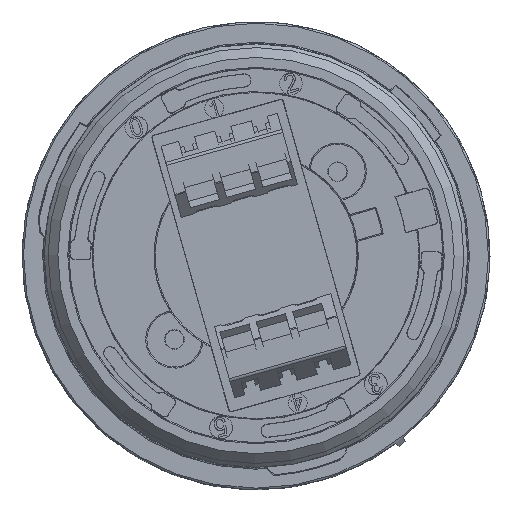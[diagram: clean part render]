
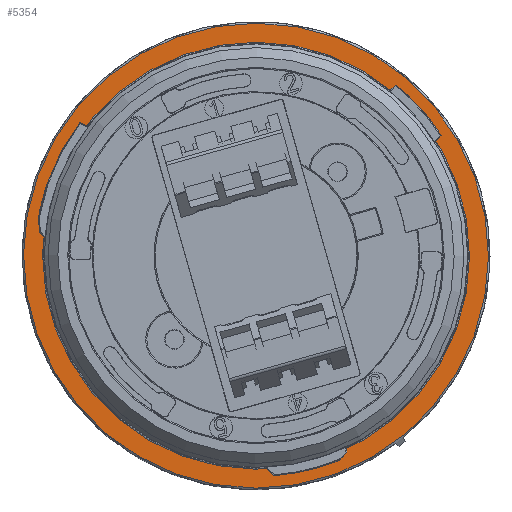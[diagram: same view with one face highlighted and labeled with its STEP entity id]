
A CAD part, top view. The second image highlights one B-rep face of the part: STEP entity #5354.
In plain terms, the highlighted planar face has unit normal (0, 0, 1).
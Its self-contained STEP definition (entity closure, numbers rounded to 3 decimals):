
#1376=PLANE('',#19198);
#5354=ADVANCED_FACE('',(#6336,#6337),#1376,.T.);
#6336=FACE_BOUND('',#6881,.T.);
#6337=FACE_BOUND('',#6882,.T.);
#6881=EDGE_LOOP('',(#9684));
#6882=EDGE_LOOP('',(#9685));
#9684=ORIENTED_EDGE('',*,*,#15793,.T.);
#9685=ORIENTED_EDGE('',*,*,#15716,.T.);
#13762=VERTEX_POINT('',#28103);
#13801=VERTEX_POINT('',#28313);
#15716=EDGE_CURVE('',#13762,#13762,#17743,.T.);
#15793=EDGE_CURVE('',#13801,#13801,#17805,.T.);
#17743=CIRCLE('',#19096,30.8);
#17805=CIRCLE('',#19197,28.283);
#19096=AXIS2_PLACEMENT_3D('',#28102,#22171,#22172);
#19197=AXIS2_PLACEMENT_3D('',#28312,#22383,#22384);
#19198=AXIS2_PLACEMENT_3D('',#28314,#22385,#22386);
#22171=DIRECTION('',(0.,0.,1.));
#22172=DIRECTION('',(1.,-0.004,0.));
#22383=DIRECTION('',(0.,0.,-1.));
#22384=DIRECTION('',(1.,-0.004,0.));
#22385=DIRECTION('',(0.,0.,1.));
#22386=DIRECTION('',(1.,-0.004,0.));
#28102=CARTESIAN_POINT('',(0.,0.,23.5));
#28103=CARTESIAN_POINT('',(30.8,-0.111,23.5));
#28312=CARTESIAN_POINT('',(0.,0.,23.5));
#28313=CARTESIAN_POINT('',(28.283,-0.102,23.5));
#28314=CARTESIAN_POINT('',(0.112,31.,23.5));
